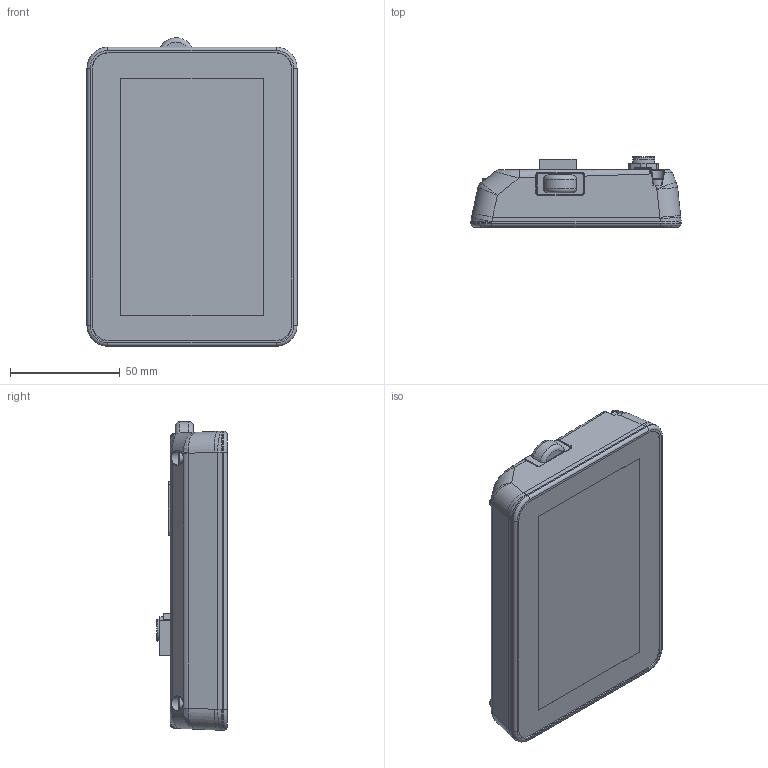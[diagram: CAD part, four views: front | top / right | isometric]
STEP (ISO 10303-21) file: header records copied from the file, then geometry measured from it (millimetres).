
FILE_DESCRIPTION(/* description */ (''),/* implementation_level */ '2;1');
FILE_NAME(/* name */ 'S01655_R0_ZSB_QC100_Shrinkwrap_1.stp',/* time_stamp */ '2021-09-10T15:14:49+02:00',/* author */ ('glueck'),/* organization */ (''),/* preprocessor_version */ 'ST-DEVELOPER v18.1',/* originating_system */ 'Autodesk Inventor 2021',/* authorisation */ '');
FILE_SCHEMA (('AUTOMOTIVE_DESIGN { 1 0 10303 214 3 1 1 }'));
Products named in the file (1): S01655_R0_ZSB_QC100_Shrinkwrap_1
Bounding box: 95.7 x 31.96 x 140.5 mm (x, y, z)
Volume: 174557.9 mm3; surface area: 91701.4 mm2
Topology: 2 solids, 2 shells, 1775 faces, 4822 edges, 3087 vertices
Faces by surface type: plane 957, cylinder 422, bspline 236, cone 94, torus 57, sphere 9
Full cylindrical faces by diameter (mm): 0.65 x4, 1.2 x8, 3.2 x4, 5.5 x4, 5.65 x1, 6.5 x2, 8 x1, 8.1 x1, 10 x1, 10.3 x1, 14 x1
Entity records: 68913 total; most frequent: CARTESIAN_POINT 23304, ORIENTED_EDGE 9592, DIRECTION 8321, EDGE_CURVE 4796, LINE 3129, VECTOR 3129, VERTEX_POINT 3089, AXIS2_PLACEMENT_3D 2596
